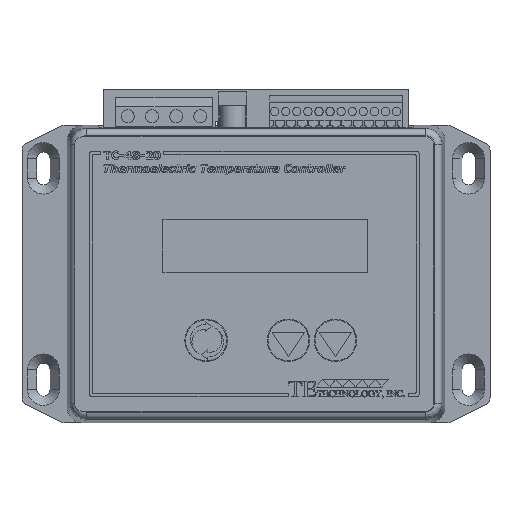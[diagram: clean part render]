
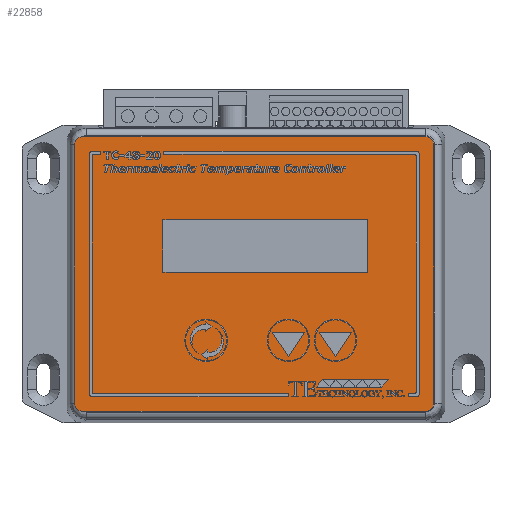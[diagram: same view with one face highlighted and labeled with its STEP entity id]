
A CAD part, top view. The second image highlights one B-rep face of the part: STEP entity #22858.
In plain terms, the highlighted planar face has unit normal (0, 0, 1).
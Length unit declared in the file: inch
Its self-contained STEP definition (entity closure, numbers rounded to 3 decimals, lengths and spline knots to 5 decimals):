
#1384=PLANE('',#24504);
#2786=VECTOR('',#27313,1.);
#2790=VECTOR('',#27318,1.);
#2793=VECTOR('',#27322,1.);
#2796=VECTOR('',#27326,1.);
#2800=VECTOR('',#27337,1.);
#2804=VECTOR('',#27348,1.);
#2808=VECTOR('',#27359,1.);
#2812=VECTOR('',#27370,1.);
#5226=LINE('',#32712,#2786);
#5230=LINE('',#32721,#2790);
#5233=LINE('',#32727,#2793);
#5236=LINE('',#32733,#2796);
#5240=LINE('',#32745,#2800);
#5244=LINE('',#32757,#2804);
#5248=LINE('',#32769,#2808);
#5252=LINE('',#32781,#2812);
#7769=VERTEX_POINT('',#32713);
#7770=VERTEX_POINT('',#32714);
#7773=VERTEX_POINT('',#32722);
#7775=VERTEX_POINT('',#32728);
#7777=VERTEX_POINT('',#32737);
#7778=VERTEX_POINT('',#32738);
#7781=VERTEX_POINT('',#32746);
#7783=VERTEX_POINT('',#32752);
#7785=VERTEX_POINT('',#32758);
#7787=VERTEX_POINT('',#32764);
#7789=VERTEX_POINT('',#32770);
#7791=VERTEX_POINT('',#32776);
#9420=CIRCLE('',#24489,0.1);
#9422=CIRCLE('',#24493,0.1);
#9424=CIRCLE('',#24497,0.1);
#9426=CIRCLE('',#24501,0.1);
#10614=EDGE_CURVE('',#7769,#7770,#5226,.T.);
#10618=EDGE_CURVE('',#7770,#7773,#5230,.T.);
#10621=EDGE_CURVE('',#7773,#7775,#5233,.T.);
#10624=EDGE_CURVE('',#7775,#7769,#5236,.T.);
#10626=EDGE_CURVE('',#7777,#7778,#9420,.T.);
#10630=EDGE_CURVE('',#7778,#7781,#5240,.T.);
#10633=EDGE_CURVE('',#7781,#7783,#9422,.T.);
#10636=EDGE_CURVE('',#7783,#7785,#5244,.T.);
#10639=EDGE_CURVE('',#7785,#7787,#9424,.T.);
#10642=EDGE_CURVE('',#7787,#7789,#5248,.T.);
#10645=EDGE_CURVE('',#7789,#7791,#9426,.T.);
#10648=EDGE_CURVE('',#7791,#7777,#5252,.T.);
#14969=ORIENTED_EDGE('',*,*,#10621,.T.);
#14970=ORIENTED_EDGE('',*,*,#10624,.T.);
#14971=ORIENTED_EDGE('',*,*,#10614,.T.);
#14972=ORIENTED_EDGE('',*,*,#10618,.T.);
#14973=ORIENTED_EDGE('',*,*,#10626,.F.);
#14974=ORIENTED_EDGE('',*,*,#10648,.F.);
#14975=ORIENTED_EDGE('',*,*,#10645,.F.);
#14976=ORIENTED_EDGE('',*,*,#10642,.F.);
#14977=ORIENTED_EDGE('',*,*,#10639,.F.);
#14978=ORIENTED_EDGE('',*,*,#10636,.F.);
#14979=ORIENTED_EDGE('',*,*,#10633,.F.);
#14980=ORIENTED_EDGE('',*,*,#10630,.F.);
#19800=EDGE_LOOP('',(#14969,#14970,#14971,#14972));
#19801=EDGE_LOOP('',(#14973,#14974,#14975,#14976,#14977,#14978,#14979,#14980));
#21441=FACE_BOUND('',#19800,.T.);
#21442=FACE_BOUND('',#19801,.T.);
#22858=ADVANCED_FACE('',(#21441,#21442),#1384,.T.);
#24489=AXIS2_PLACEMENT_3D('',#32736,#27330,#27331);
#24493=AXIS2_PLACEMENT_3D('',#32751,#27342,#27343);
#24497=AXIS2_PLACEMENT_3D('',#32763,#27353,#27354);
#24501=AXIS2_PLACEMENT_3D('',#32775,#27364,#27365);
#24504=AXIS2_PLACEMENT_3D('',#32783,#27372,$);
#27313=DIRECTION('',(-1.,0.,0.));
#27318=DIRECTION('',(0.,1.,0.));
#27322=DIRECTION('',(1.,0.,0.));
#27326=DIRECTION('',(0.,-1.,0.));
#27330=DIRECTION('',(0.,0.,-1.));
#27331=DIRECTION('',(0.1,0.,0.));
#27337=DIRECTION('',(1.,0.,0.));
#27342=DIRECTION('',(0.,0.,-1.));
#27343=DIRECTION('',(0.1,0.,0.));
#27348=DIRECTION('',(0.,-1.,0.));
#27353=DIRECTION('',(0.,0.,-1.));
#27354=DIRECTION('',(0.1,0.,0.));
#27359=DIRECTION('',(-1.,0.,0.));
#27364=DIRECTION('',(0.,0.,-1.));
#27365=DIRECTION('',(0.1,0.,0.));
#27370=DIRECTION('',(0.,1.,0.));
#27372=DIRECTION('',(0.,0.,1.));
#32712=CARTESIAN_POINT('',(0.7065,0.024,0.01));
#32713=CARTESIAN_POINT('',(1.413,0.024,0.01));
#32714=CARTESIAN_POINT('',(-1.137,0.024,0.01));
#32721=CARTESIAN_POINT('',(-1.137,0.012,0.01));
#32722=CARTESIAN_POINT('',(-1.137,0.674,0.01));
#32727=CARTESIAN_POINT('',(-0.5685,0.674,0.01));
#32728=CARTESIAN_POINT('',(1.413,0.674,0.01));
#32733=CARTESIAN_POINT('',(1.413,0.337,0.01));
#32736=CARTESIAN_POINT('',(-2.135,1.61,0.01));
#32737=CARTESIAN_POINT('',(-2.235,1.61,0.01));
#32738=CARTESIAN_POINT('',(-2.135,1.71,0.01));
#32745=CARTESIAN_POINT('',(-2.135,1.71,0.01));
#32746=CARTESIAN_POINT('',(2.135,1.71,0.01));
#32751=CARTESIAN_POINT('',(2.135,1.61,0.01));
#32752=CARTESIAN_POINT('',(2.235,1.61,0.01));
#32757=CARTESIAN_POINT('',(2.235,1.61,0.01));
#32758=CARTESIAN_POINT('',(2.235,-1.61,0.01));
#32763=CARTESIAN_POINT('',(2.135,-1.61,0.01));
#32764=CARTESIAN_POINT('',(2.135,-1.71,0.01));
#32769=CARTESIAN_POINT('',(2.135,-1.71,0.01));
#32770=CARTESIAN_POINT('',(-2.135,-1.71,0.01));
#32775=CARTESIAN_POINT('',(-2.135,-1.61,0.01));
#32776=CARTESIAN_POINT('',(-2.235,-1.61,0.01));
#32781=CARTESIAN_POINT('',(-2.235,-1.61,0.01));
#32783=CARTESIAN_POINT('',(0.,0.,0.01));
